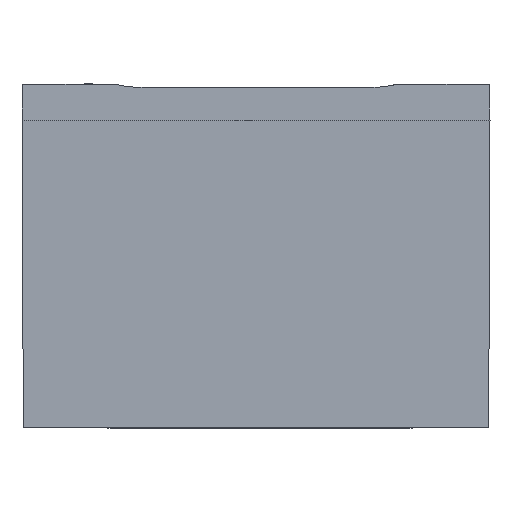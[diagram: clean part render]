
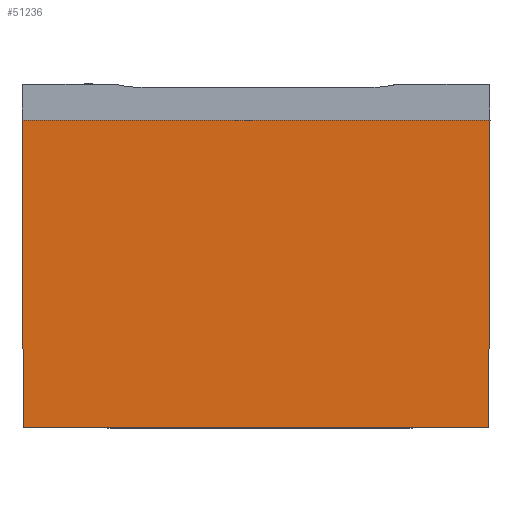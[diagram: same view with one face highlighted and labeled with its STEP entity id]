
A CAD part, front view. The second image highlights one B-rep face of the part: STEP entity #51236.
In plain terms, the highlighted planar face has unit normal (0, -1, -0.004).
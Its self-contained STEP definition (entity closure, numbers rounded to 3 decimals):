
#377 = VERTEX_POINT ( 'NONE', #48997 ) ;
#756 = DIRECTION ( 'NONE',  ( 0., -1., -0.004 ) ) ;
#2957 = EDGE_CURVE ( 'NONE', #47584, #377, #8072, .T. ) ;
#3957 = ORIENTED_EDGE ( 'NONE', *, *, #2957, .T. ) ;
#5230 = LINE ( 'NONE', #49501, #18092 ) ;
#5342 = PLANE ( 'NONE',  #37916 ) ;
#7488 = ORIENTED_EDGE ( 'NONE', *, *, #42347, .F. ) ;
#8072 = LINE ( 'NONE', #28666, #49390 ) ;
#8487 = ORIENTED_EDGE ( 'NONE', *, *, #41336, .F. ) ;
#11594 = ORIENTED_EDGE ( 'NONE', *, *, #39450, .T. ) ;
#13763 = DIRECTION ( 'NONE',  ( 1., 0., 0. ) ) ;
#14911 = VERTEX_POINT ( 'NONE', #40071 ) ;
#15703 = CARTESIAN_POINT ( 'NONE',  ( 0., -176., 197. ) ) ;
#17772 = VECTOR ( 'NONE', #55594, 1000. ) ;
#18092 = VECTOR ( 'NONE', #35520, 1000. ) ;
#21213 = DIRECTION ( 'NONE',  ( 0.004, -0.004, 1. ) ) ;
#21919 = CARTESIAN_POINT ( 'NONE',  ( 300., -176., 197. ) ) ;
#23222 = VERTEX_POINT ( 'NONE', #15703 ) ;
#25744 = EDGE_LOOP ( 'NONE', ( #11594, #3957, #8487, #7488 ) ) ;
#28666 = CARTESIAN_POINT ( 'NONE',  ( 299.992, -175.992, 195.255 ) ) ;
#30502 = FACE_OUTER_BOUND ( 'NONE', #25744, .T. ) ;
#34191 = CARTESIAN_POINT ( 'NONE',  ( 300., -175.14, 0. ) ) ;
#35482 = LINE ( 'NONE', #43779, #42668 ) ;
#35520 = DIRECTION ( 'NONE',  ( -0.004, -0.004, 1. ) ) ;
#37916 = AXIS2_PLACEMENT_3D ( 'NONE', #21919, #756, #39624 ) ;
#38446 = LINE ( 'NONE', #34191, #17772 ) ;
#39450 = EDGE_CURVE ( 'NONE', #14911, #47584, #38446, .T. ) ;
#39624 = DIRECTION ( 'NONE',  ( 0., -0.004, 1. ) ) ;
#40071 = CARTESIAN_POINT ( 'NONE',  ( 0.86, -175.14, 0. ) ) ;
#41336 = EDGE_CURVE ( 'NONE', #23222, #377, #35482, .T. ) ;
#42347 = EDGE_CURVE ( 'NONE', #14911, #23222, #5230, .T. ) ;
#42668 = VECTOR ( 'NONE', #13763, 1000. ) ;
#43779 = CARTESIAN_POINT ( 'NONE',  ( 150., -176., 197. ) ) ;
#47584 = VERTEX_POINT ( 'NONE', #51729 ) ;
#48997 = CARTESIAN_POINT ( 'NONE',  ( 300., -176., 197. ) ) ;
#49390 = VECTOR ( 'NONE', #21213, 1000. ) ;
#49501 = CARTESIAN_POINT ( 'NONE',  ( 0.006, -175.994, 195.691 ) ) ;
#51236 = ADVANCED_FACE ( 'NONE', ( #30502 ), #5342, .T. ) ;
#51729 = CARTESIAN_POINT ( 'NONE',  ( 299.14, -175.14, 0. ) ) ;
#55594 = DIRECTION ( 'NONE',  ( 1., 0., 0. ) ) ;
